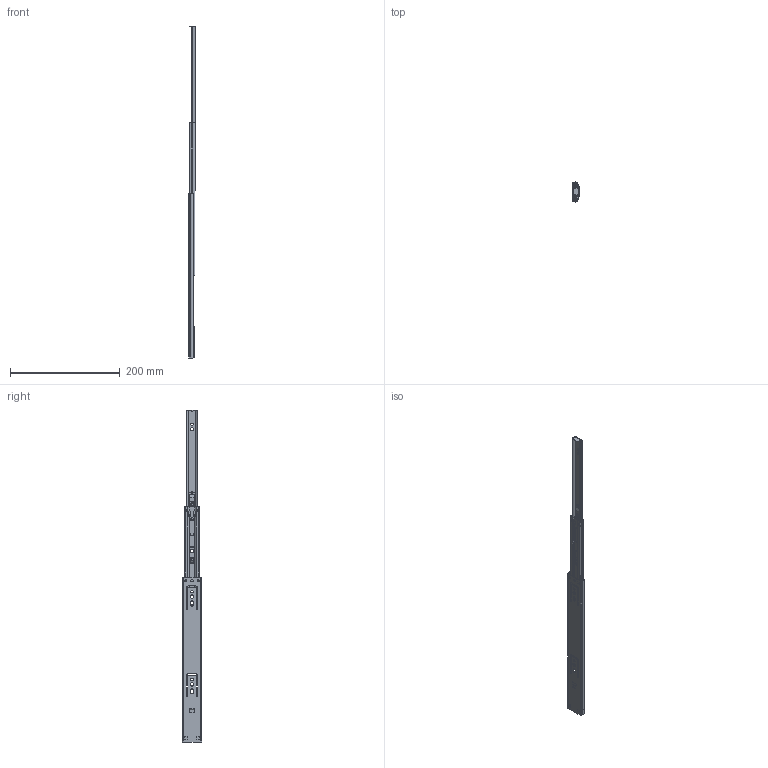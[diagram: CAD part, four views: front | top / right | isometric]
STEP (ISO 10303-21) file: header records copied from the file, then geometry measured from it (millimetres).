
FILE_DESCRIPTION (( 'STEP AP214' ), '1' );
FILE_NAME ('FR_5036.0300mm_12inch_open.STEP', '2022-10-11T15:19:37', ( '' ), ( '' ), 'SwSTEP 2.0', 'SolidWorks 2020', '' );
FILE_SCHEMA (( 'AUTOMOTIVE_DESIGN' ));
Length unit declared in the file: millimetre
Products named in the file (11): 5036.XXX-01.T010_NL  300; FR5036S SELF CLOSE BLOCK; FR_5036.0300mm_12inch_open; 5036.XXX-03.T010_NL  300; 5036.XXX-02.T010_NL  300; FR5036S SELF CLOSE CABINET; FR5036S TRIGGER; 5035S MIDDLE STOP
Assembly tree (10 placements, depth 3):
  FR_5036.0300mm_12inch_open
    5036.XXX-01.T010_NL  300
      5036.XXX-01.T010_NL  300
      FR5036S SELF CLOSE CABINET
    5036.XXX-03.T010_NL  300
      5036.XXX-03.T010_NL  300
      FR5036S TRIGGER
      FR5036S SELF CLOSE BLOCK
    5036.XXX-02.T010_NL  300
      5036.XXX-02.T010_NL  300
      5035S MIDDLE STOP
Bounding box: 12.7 x 35.98 x 605 mm (x, y, z)
Volume: 49493.3 mm3; surface area: 79796.1 mm2
Topology: 7 solids, 7 shells, 756 faces, 2024 edges, 1272 vertices
Faces by surface type: plane 509, cylinder 223, bspline 12, cone 10, torus 2
Entity records: 24317 total; most frequent: CARTESIAN_POINT 4969, ORIENTED_EDGE 4040, DIRECTION 3851, EDGE_CURVE 2020, LINE 1451, VECTOR 1451, VERTEX_POINT 1272, AXIS2_PLACEMENT_3D 1200
